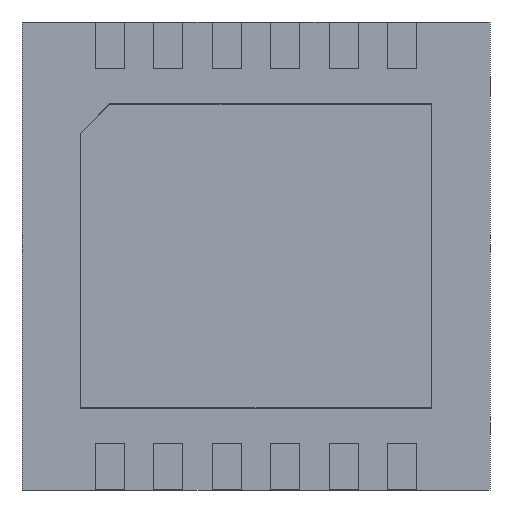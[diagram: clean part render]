
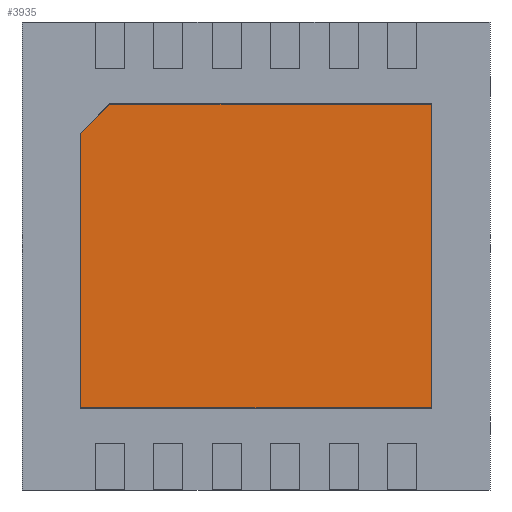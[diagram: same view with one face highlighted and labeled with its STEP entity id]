
A CAD part, front view. The second image highlights one B-rep face of the part: STEP entity #3935.
In plain terms, the highlighted planar face has unit normal (0, -1, 0).
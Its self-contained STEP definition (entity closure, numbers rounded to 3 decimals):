
#116 = EDGE_CURVE ( 'NONE', #5731, #5606, #3203, .T. ) ;
#1286 = CARTESIAN_POINT ( 'NONE',  ( -1.25, 0., 1.299 ) ) ;
#1433 = CARTESIAN_POINT ( 'NONE',  ( -1.499, 0., -1.299 ) ) ;
#1677 = ORIENTED_EDGE ( 'NONE', *, *, #13112, .F. ) ;
#1781 = LINE ( 'NONE', #6050, #9199 ) ;
#2382 = CARTESIAN_POINT ( 'NONE',  ( 1.499, 0., 1.299 ) ) ;
#2857 = VECTOR ( 'NONE', #16164, 1000. ) ;
#2988 = VERTEX_POINT ( 'NONE', #1433 ) ;
#3101 = DIRECTION ( 'NONE',  ( 0., 0., -1. ) ) ;
#3187 = VERTEX_POINT ( 'NONE', #14742 ) ;
#3203 = LINE ( 'NONE', #8651, #5352 ) ;
#3240 = EDGE_CURVE ( 'NONE', #5606, #7224, #13308, .T. ) ;
#3935 = ADVANCED_FACE ( 'NONE', ( #16628 ), #8472, .F. ) ;
#4013 = AXIS2_PLACEMENT_3D ( 'NONE', #12695, #4645, #7330 ) ;
#4054 = EDGE_CURVE ( 'NONE', #2988, #5731, #11890, .T. ) ;
#4645 = DIRECTION ( 'NONE',  ( 0., 1., 0. ) ) ;
#5352 = VECTOR ( 'NONE', #14211, 1000. ) ;
#5606 = VERTEX_POINT ( 'NONE', #1286 ) ;
#5731 = VERTEX_POINT ( 'NONE', #8408 ) ;
#6050 = CARTESIAN_POINT ( 'NONE',  ( 1.499, 0., 0. ) ) ;
#6419 = DIRECTION ( 'NONE',  ( -1., 0., 0. ) ) ;
#7224 = VERTEX_POINT ( 'NONE', #2382 ) ;
#7330 = DIRECTION ( 'NONE',  ( 0., 0., 1. ) ) ;
#7437 = EDGE_LOOP ( 'NONE', ( #15911, #10460, #7959, #14586, #1677 ) ) ;
#7959 = ORIENTED_EDGE ( 'NONE', *, *, #116, .F. ) ;
#8408 = CARTESIAN_POINT ( 'NONE',  ( -1.499, 0., 1.05 ) ) ;
#8472 = PLANE ( 'NONE',  #4013 ) ;
#8651 = CARTESIAN_POINT ( 'NONE',  ( -1.374, 0., 1.174 ) ) ;
#9009 = DIRECTION ( 'NONE',  ( 0., 0., 1. ) ) ;
#9199 = VECTOR ( 'NONE', #3101, 1000. ) ;
#10460 = ORIENTED_EDGE ( 'NONE', *, *, #3240, .F. ) ;
#11698 = CARTESIAN_POINT ( 'NONE',  ( -1.499, 0., -0.125 ) ) ;
#11890 = LINE ( 'NONE', #11698, #14584 ) ;
#11959 = LINE ( 'NONE', #16058, #15460 ) ;
#11973 = CARTESIAN_POINT ( 'NONE',  ( 0.125, 0., 1.299 ) ) ;
#12695 = CARTESIAN_POINT ( 'NONE',  ( 0.021, 0., -0.018 ) ) ;
#13112 = EDGE_CURVE ( 'NONE', #3187, #2988, #11959, .T. ) ;
#13308 = LINE ( 'NONE', #11973, #2857 ) ;
#14211 = DIRECTION ( 'NONE',  ( 0.707, 0., 0.707 ) ) ;
#14584 = VECTOR ( 'NONE', #9009, 1000. ) ;
#14586 = ORIENTED_EDGE ( 'NONE', *, *, #4054, .F. ) ;
#14742 = CARTESIAN_POINT ( 'NONE',  ( 1.499, 0., -1.299 ) ) ;
#15460 = VECTOR ( 'NONE', #6419, 1000. ) ;
#15546 = EDGE_CURVE ( 'NONE', #7224, #3187, #1781, .T. ) ;
#15911 = ORIENTED_EDGE ( 'NONE', *, *, #15546, .F. ) ;
#16058 = CARTESIAN_POINT ( 'NONE',  ( 0., 0., -1.299 ) ) ;
#16164 = DIRECTION ( 'NONE',  ( 1., 0., 0. ) ) ;
#16628 = FACE_OUTER_BOUND ( 'NONE', #7437, .T. ) ;
